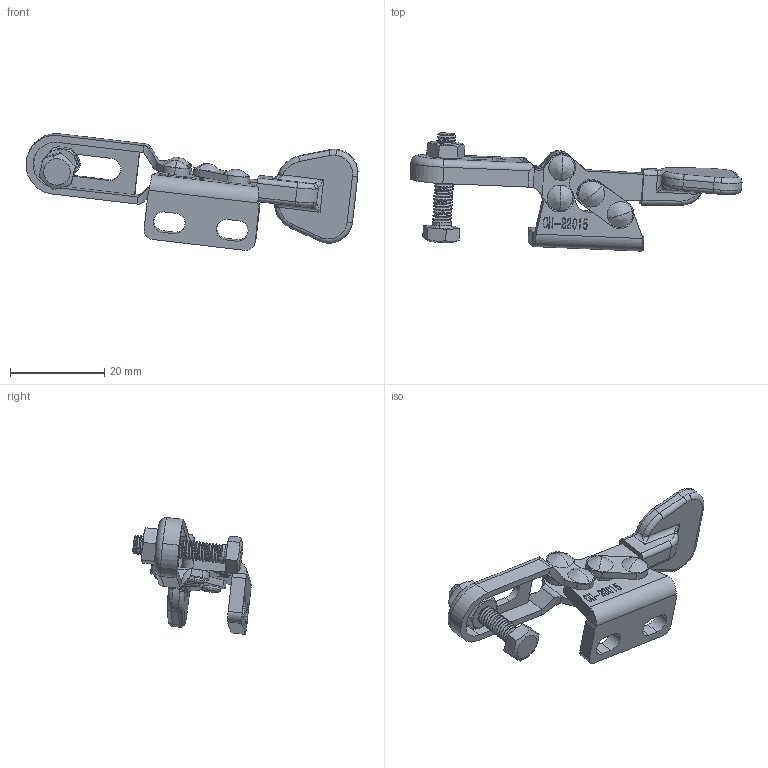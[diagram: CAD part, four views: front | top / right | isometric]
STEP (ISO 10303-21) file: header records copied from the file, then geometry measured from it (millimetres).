
FILE_DESCRIPTION (( 'STEP AP203' ), '1' );
FILE_NAME ('CH-22015.STEP', '2017-11-17T06:16:53', ( 'Windows' ), ( 'Microsoft' ), 'SwSTEP 2.0', 'SolidWorks 2015', '' );
FILE_SCHEMA (( 'CONFIG_CONTROL_DESIGN' ));
Length unit declared in the file: millimetre
Products named in the file (8): CH-SA-08034 Nut; CH-22005-04 CONNECTING-PLATE; CH-SA-08034 SPINDLE SUPPLIED; CH-22005-05; CH-22015 RIGHT FLANGED BASE; CH-22005-02 HIGH BAR; CH-22015; CH-22005-03 HANDLE
Assembly tree (12 placements, depth 2):
  CH-22015
    CH-22005-03 HANDLE
    CH-22005-04 CONNECTING-PLATE  x2
    CH-22005-05  x4
    CH-22005-02 HIGH BAR
    CH-SA-08034 Nut  x2
    CH-SA-08034 SPINDLE SUPPLIED
    CH-22015 RIGHT FLANGED BASE
Bounding box: 70.63 x 25.15 x 24.84 mm (x, y, z)
Volume: 4516.1 mm3; surface area: 5906.5 mm2
Topology: 12 solids, 13 shells, 766 faces, 2063 edges, 1333 vertices
Faces by surface type: plane 321, cylinder 189, bspline 184, torus 41, cone 31
Entity records: 33176 total; most frequent: CARTESIAN_POINT 16421, ORIENTED_EDGE 3716, DIRECTION 2604, EDGE_CURVE 1858, VERTEX_POINT 1219, VECTOR 1086, LINE 1086, AXIS2_PLACEMENT_3D 759
